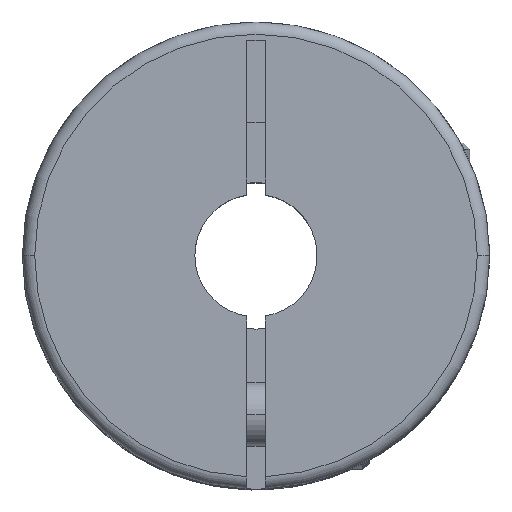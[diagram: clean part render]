
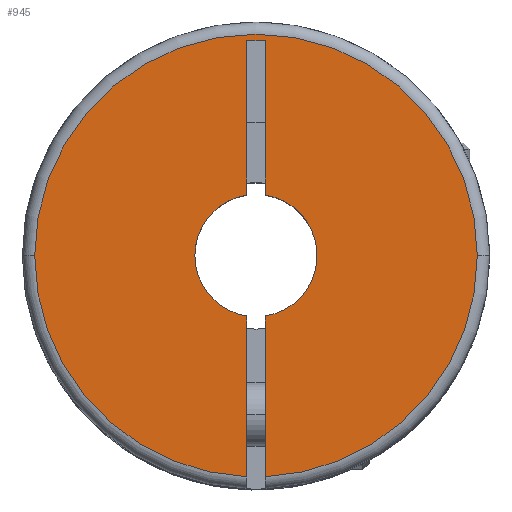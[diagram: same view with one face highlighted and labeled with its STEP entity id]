
A CAD part, top view. The second image highlights one B-rep face of the part: STEP entity #945.
In plain terms, the highlighted planar face has unit normal (0, 0, 1).
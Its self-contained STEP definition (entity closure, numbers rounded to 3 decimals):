
#3 = CARTESIAN_POINT ( 'NONE',  ( 0., 0., 0. ) ) ;
#7 = CARTESIAN_POINT ( 'NONE',  ( 0., 0., 0. ) ) ;
#25 = CARTESIAN_POINT ( 'NONE',  ( 0., 0., 0. ) ) ;
#52 = DIRECTION ( 'NONE',  ( 0., 0., -1. ) ) ;
#97 = VERTEX_POINT ( 'NONE', #253 ) ;
#103 = VERTEX_POINT ( 'NONE', #3548 ) ;
#168 = DIRECTION ( 'NONE',  ( -1., 0., 0. ) ) ;
#207 = CIRCLE ( 'NONE', #2606, 2.5 ) ;
#251 = DIRECTION ( 'NONE',  ( 0., 1., 0. ) ) ;
#253 = CARTESIAN_POINT ( 'NONE',  ( -2.5, 0., 0. ) ) ;
#299 = CARTESIAN_POINT ( 'NONE',  ( 0., 0., 0. ) ) ;
#315 = PLANE ( 'NONE',  #1828 ) ;
#349 = AXIS2_PLACEMENT_3D ( 'NONE', #2074, #2713, #2424 ) ;
#355 = CARTESIAN_POINT ( 'NONE',  ( 0.375, -9.042, 0. ) ) ;
#390 = CARTESIAN_POINT ( 'NONE',  ( 9.05, 0., 0. ) ) ;
#391 = ORIENTED_EDGE ( 'NONE', *, *, #581, .T. ) ;
#396 = EDGE_LOOP ( 'NONE', ( #3508, #3666, #2797, #391, #3225, #652, #3709, #2766, #3345, #1117, #2905 ) ) ;
#399 = LINE ( 'NONE', #3713, #3632 ) ;
#524 = DIRECTION ( 'NONE',  ( -1., 0., 0. ) ) ;
#581 = EDGE_CURVE ( 'NONE', #97, #839, #207, .T. ) ;
#590 = DIRECTION ( 'NONE',  ( 0., 0., -1. ) ) ;
#652 = ORIENTED_EDGE ( 'NONE', *, *, #1330, .F. ) ;
#675 = VERTEX_POINT ( 'NONE', #1964 ) ;
#776 = EDGE_CURVE ( 'NONE', #811, #839, #2599, .T. ) ;
#811 = VERTEX_POINT ( 'NONE', #2047 ) ;
#824 = LINE ( 'NONE', #3220, #3766 ) ;
#839 = VERTEX_POINT ( 'NONE', #2332 ) ;
#926 = AXIS2_PLACEMENT_3D ( 'NONE', #1484, #590, #1230 ) ;
#945 = ADVANCED_FACE ( 'NONE', ( #3635 ), #315, .F. ) ;
#1117 = ORIENTED_EDGE ( 'NONE', *, *, #1961, .F. ) ;
#1126 = AXIS2_PLACEMENT_3D ( 'NONE', #7, #2973, #3829 ) ;
#1139 = VERTEX_POINT ( 'NONE', #2876 ) ;
#1209 = EDGE_CURVE ( 'NONE', #1139, #2757, #2894, .T. ) ;
#1225 = DIRECTION ( 'NONE',  ( 0., 0., -1. ) ) ;
#1230 = DIRECTION ( 'NONE',  ( -1., 0., 0. ) ) ;
#1330 = EDGE_CURVE ( 'NONE', #3121, #811, #824, .T. ) ;
#1336 = DIRECTION ( 'NONE',  ( 0., 0., -1. ) ) ;
#1473 = VERTEX_POINT ( 'NONE', #1713 ) ;
#1484 = CARTESIAN_POINT ( 'NONE',  ( 0., 0., 0. ) ) ;
#1511 = CARTESIAN_POINT ( 'NONE',  ( 0.375, -9.55, 0. ) ) ;
#1527 = EDGE_CURVE ( 'NONE', #2451, #675, #399, .T. ) ;
#1562 = CIRCLE ( 'NONE', #2879, 2.5 ) ;
#1591 = VECTOR ( 'NONE', #2929, 1000. ) ;
#1697 = CIRCLE ( 'NONE', #349, 2.5 ) ;
#1713 = CARTESIAN_POINT ( 'NONE',  ( 0.375, 2.472, 0. ) ) ;
#1743 = EDGE_CURVE ( 'NONE', #1797, #1139, #2503, .T. ) ;
#1797 = VERTEX_POINT ( 'NONE', #2193 ) ;
#1828 = AXIS2_PLACEMENT_3D ( 'NONE', #3, #1225, #2422 ) ;
#1869 = VECTOR ( 'NONE', #251, 1000. ) ;
#1906 = DIRECTION ( 'NONE',  ( -1., 0., 0. ) ) ;
#1942 = EDGE_CURVE ( 'NONE', #103, #97, #1697, .T. ) ;
#1961 = EDGE_CURVE ( 'NONE', #2757, #2451, #2571, .T. ) ;
#1964 = CARTESIAN_POINT ( 'NONE',  ( 0.375, -2.472, 0. ) ) ;
#2047 = CARTESIAN_POINT ( 'NONE',  ( -0.375, 8.8, 0. ) ) ;
#2074 = CARTESIAN_POINT ( 'NONE',  ( 0., 0., 0. ) ) ;
#2193 = CARTESIAN_POINT ( 'NONE',  ( -0.375, -9.042, 0. ) ) ;
#2308 = CARTESIAN_POINT ( 'NONE',  ( -0.375, 8.8, 0. ) ) ;
#2332 = CARTESIAN_POINT ( 'NONE',  ( -0.375, 2.472, 0. ) ) ;
#2422 = DIRECTION ( 'NONE',  ( 0., -1., 0. ) ) ;
#2424 = DIRECTION ( 'NONE',  ( -1., 0., 0. ) ) ;
#2451 = VERTEX_POINT ( 'NONE', #355 ) ;
#2493 = DIRECTION ( 'NONE',  ( 0., 1., 0. ) ) ;
#2503 = CIRCLE ( 'NONE', #926, 9.05 ) ;
#2530 = EDGE_CURVE ( 'NONE', #103, #1797, #2627, .T. ) ;
#2571 = CIRCLE ( 'NONE', #1126, 9.05 ) ;
#2579 = VECTOR ( 'NONE', #3256, 1000. ) ;
#2599 = LINE ( 'NONE', #2308, #2579 ) ;
#2606 = AXIS2_PLACEMENT_3D ( 'NONE', #25, #52, #3406 ) ;
#2627 = LINE ( 'NONE', #3817, #1591 ) ;
#2713 = DIRECTION ( 'NONE',  ( 0., 0., -1. ) ) ;
#2757 = VERTEX_POINT ( 'NONE', #390 ) ;
#2766 = ORIENTED_EDGE ( 'NONE', *, *, #3033, .T. ) ;
#2797 = ORIENTED_EDGE ( 'NONE', *, *, #1942, .T. ) ;
#2876 = CARTESIAN_POINT ( 'NONE',  ( -9.05, 0., 0. ) ) ;
#2879 = AXIS2_PLACEMENT_3D ( 'NONE', #299, #1336, #1906 ) ;
#2894 = CIRCLE ( 'NONE', #3386, 9.05 ) ;
#2905 = ORIENTED_EDGE ( 'NONE', *, *, #1209, .F. ) ;
#2929 = DIRECTION ( 'NONE',  ( 0., -1., 0. ) ) ;
#2973 = DIRECTION ( 'NONE',  ( 0., 0., -1. ) ) ;
#3033 = EDGE_CURVE ( 'NONE', #1473, #675, #1562, .T. ) ;
#3121 = VERTEX_POINT ( 'NONE', #3797 ) ;
#3220 = CARTESIAN_POINT ( 'NONE',  ( 0.375, 8.8, 0. ) ) ;
#3225 = ORIENTED_EDGE ( 'NONE', *, *, #776, .F. ) ;
#3256 = DIRECTION ( 'NONE',  ( 0., -1., 0. ) ) ;
#3265 = LINE ( 'NONE', #1511, #1869 ) ;
#3345 = ORIENTED_EDGE ( 'NONE', *, *, #1527, .F. ) ;
#3386 = AXIS2_PLACEMENT_3D ( 'NONE', #3735, #3717, #168 ) ;
#3406 = DIRECTION ( 'NONE',  ( -1., 0., 0. ) ) ;
#3508 = ORIENTED_EDGE ( 'NONE', *, *, #1743, .F. ) ;
#3548 = CARTESIAN_POINT ( 'NONE',  ( -0.375, -2.472, 0. ) ) ;
#3632 = VECTOR ( 'NONE', #2493, 1000. ) ;
#3635 = FACE_OUTER_BOUND ( 'NONE', #396, .T. ) ;
#3666 = ORIENTED_EDGE ( 'NONE', *, *, #2530, .F. ) ;
#3709 = ORIENTED_EDGE ( 'NONE', *, *, #3749, .F. ) ;
#3713 = CARTESIAN_POINT ( 'NONE',  ( 0.375, -9.55, 0. ) ) ;
#3717 = DIRECTION ( 'NONE',  ( 0., 0., -1. ) ) ;
#3735 = CARTESIAN_POINT ( 'NONE',  ( 0., 0., 0. ) ) ;
#3749 = EDGE_CURVE ( 'NONE', #1473, #3121, #3265, .T. ) ;
#3766 = VECTOR ( 'NONE', #524, 1000. ) ;
#3797 = CARTESIAN_POINT ( 'NONE',  ( 0.375, 8.8, 0. ) ) ;
#3817 = CARTESIAN_POINT ( 'NONE',  ( -0.375, 8.8, 0. ) ) ;
#3829 = DIRECTION ( 'NONE',  ( -1., 0., 0. ) ) ;
